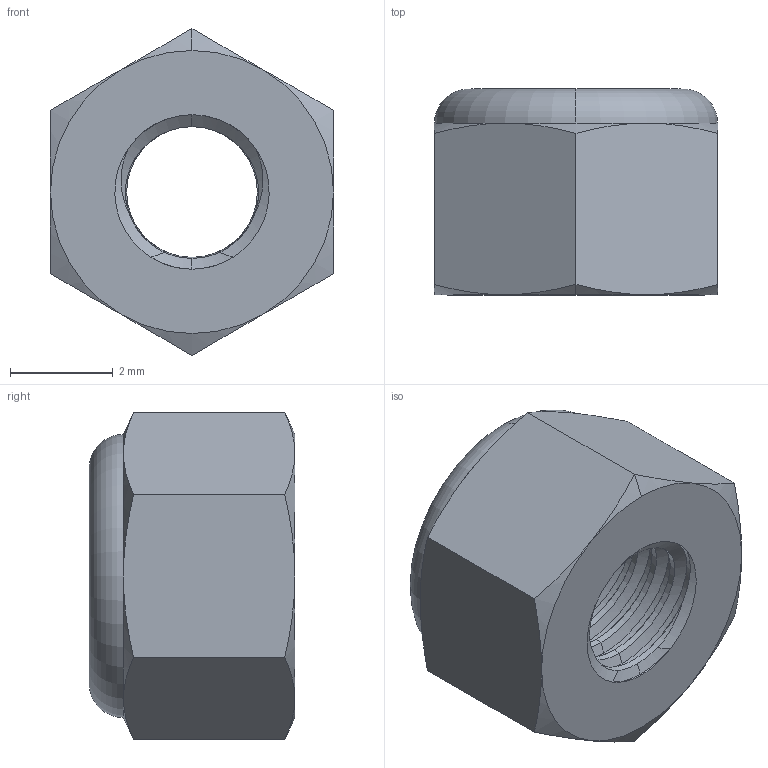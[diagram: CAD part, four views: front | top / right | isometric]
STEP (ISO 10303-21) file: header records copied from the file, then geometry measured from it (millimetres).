
FILE_DESCRIPTION (( 'STEP AP214' ), '1' );
FILE_NAME ('REV Robotics-REV-41-1361.STEP', '2020-04-14T17:37:35', ( '' ), ( '' ), 'SwSTEP 2.0', 'SolidWorks 2019', '' );
FILE_SCHEMA (( 'AUTOMOTIVE_DESIGN' ));
Length unit declared in the file: millimetre
Products named in the file (1): REV Robotics-REV-41-1361
Bounding box: 5.5 x 4 x 6.35 mm (x, y, z)
Volume: 74.3 mm3; surface area: 217.2 mm2
Topology: 2 solids, 2 shells, 97 faces, 209 edges, 118 vertices
Faces by surface type: cone 45, cylinder 34, plane 12, torus 6
Entity records: 3269 total; most frequent: CARTESIAN_POINT 1178, ORIENTED_EDGE 418, DIRECTION 414, EDGE_CURVE 209, AXIS2_PLACEMENT_3D 176, VERTEX_POINT 118, EDGE_LOOP 103, FACE_OUTER_BOUND 97
